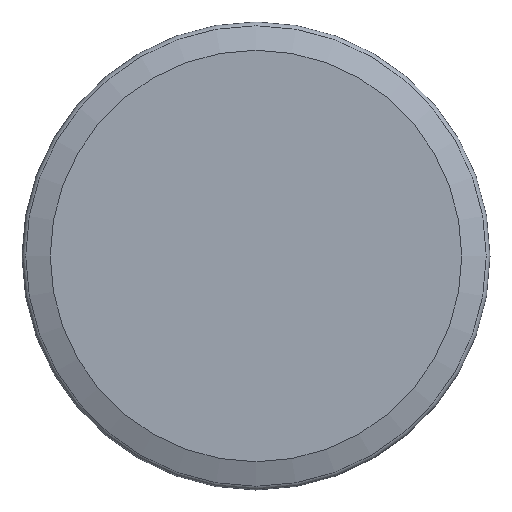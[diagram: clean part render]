
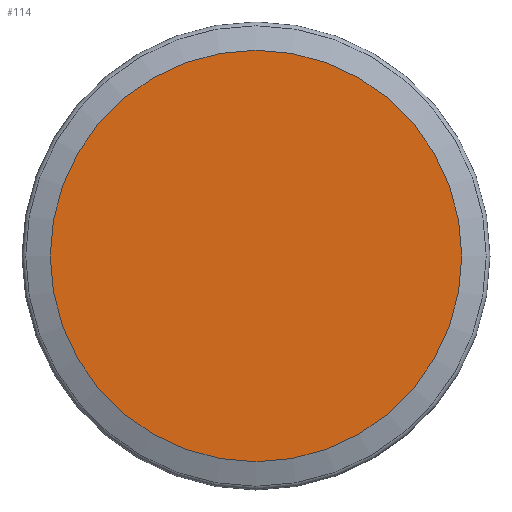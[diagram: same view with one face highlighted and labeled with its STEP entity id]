
A CAD part, left-side view. The second image highlights one B-rep face of the part: STEP entity #114.
In plain terms, the highlighted planar face has unit normal (-1, 0, 0).
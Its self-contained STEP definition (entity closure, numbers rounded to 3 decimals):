
#20=PLANE('',#141);
#35=ORIENTED_EDGE('',*,*,#50,.T.);
#50=EDGE_CURVE('',#59,#59,#68,.T.);
#59=VERTEX_POINT('',#204);
#68=CIRCLE('',#140,70.774);
#80=EDGE_LOOP('',(#35));
#98=FACE_BOUND('',#80,.T.);
#114=ADVANCED_FACE('',(#98),#20,.F.);
#140=AXIS2_PLACEMENT_3D('',#203,#167,#168);
#141=AXIS2_PLACEMENT_3D('',#205,#169,#170);
#167=DIRECTION('',(-1.,0.,0.));
#168=DIRECTION('',(0.,0.,1.));
#169=DIRECTION('',(1.,0.,0.));
#170=DIRECTION('',(0.,0.,-1.));
#203=CARTESIAN_POINT('',(-12.172,0.,0.));
#204=CARTESIAN_POINT('',(-12.172,0.,70.774));
#205=CARTESIAN_POINT('',(-12.172,0.,70.774));
